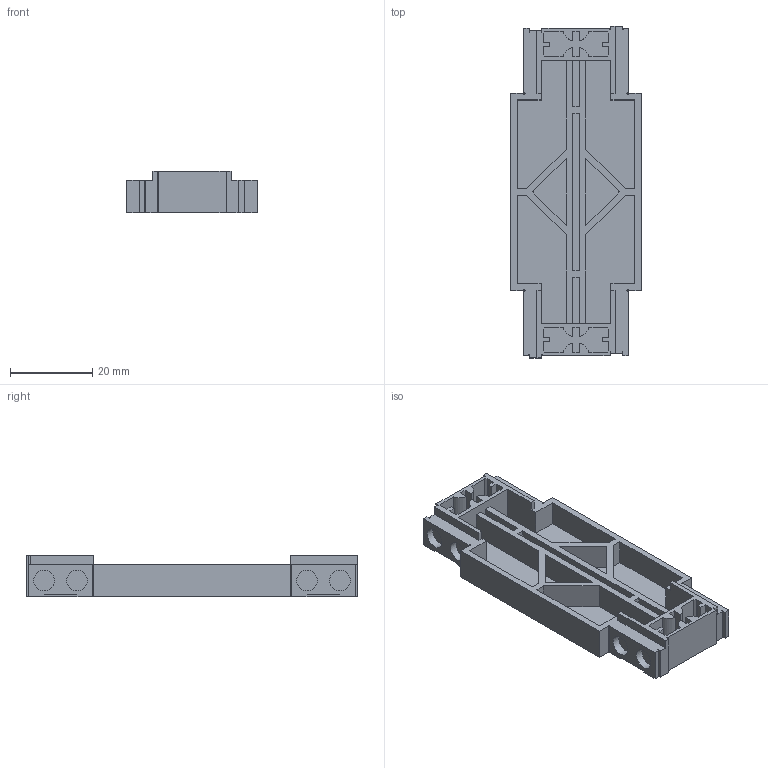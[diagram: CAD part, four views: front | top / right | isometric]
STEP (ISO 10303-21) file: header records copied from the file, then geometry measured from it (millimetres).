
FILE_DESCRIPTION(('Open CASCADE Model'),'2;1');
FILE_NAME('Open CASCADE Shape Model','2025-01-19T18:58:10',('Author'),( 'Open CASCADE'),'Open CASCADE STEP processor 7.7','Open CASCADE 7.7' ,'Unknown');
FILE_SCHEMA(('AUTOMOTIVE_DESIGN { 1 0 10303 214 1 1 1 1 }'));
Length unit declared in the file: millimetre
Products named in the file (1): Open CASCADE STEP translator 7.7 30
Bounding box: 31.8 x 80.8 x 10 mm (x, y, z)
Volume: 9192.8 mm3; surface area: 11494.4 mm2
Topology: 1 solids, 1 shells, 201 faces, 558 edges, 372 vertices
Faces by surface type: plane 181, cylinder 20
Full cylindrical faces by diameter (mm): 5 x8
Entity records: 13662 total; most frequent: CARTESIAN_POINT 2380, DIRECTION 2096, LINE 1594, VECTOR 1594, ORIENTED_EDGE 1116, PCURVE 1116, DEFINITIONAL_REPRESENTATION 1116, EDGE_CURVE 558
